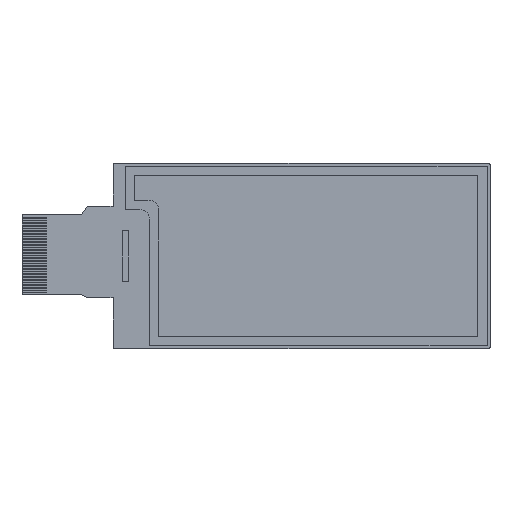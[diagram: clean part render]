
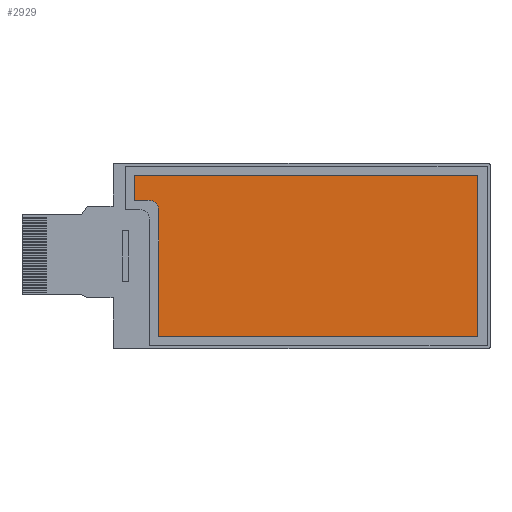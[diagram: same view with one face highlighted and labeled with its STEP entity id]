
A CAD part, top view. The second image highlights one B-rep face of the part: STEP entity #2929.
In plain terms, the highlighted planar face has unit normal (0, 0, 1).
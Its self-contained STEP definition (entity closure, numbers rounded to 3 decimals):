
#182=PLANE('',#3115);
#342=FACE_OUTER_BOUND('',#529,.T.);
#529=EDGE_LOOP('',(#2693,#2694,#2695,#2696,#2697,#2698,#2699));
#891=LINE('',#4601,#1275);
#895=LINE('',#4608,#1279);
#898=LINE('',#4614,#1282);
#901=LINE('',#4620,#1285);
#905=LINE('',#4632,#1289);
#907=LINE('',#4635,#1291);
#1275=VECTOR('',#3775,10.);
#1279=VECTOR('',#3781,10.);
#1282=VECTOR('',#3786,10.);
#1285=VECTOR('',#3791,10.);
#1289=VECTOR('',#3803,10.);
#1291=VECTOR('',#3807,10.);
#1324=CIRCLE('',#3112,1.5);
#1567=VERTEX_POINT('',#4598);
#1568=VERTEX_POINT('',#4600);
#1570=VERTEX_POINT('',#4606);
#1572=VERTEX_POINT('',#4612);
#1574=VERTEX_POINT('',#4618);
#1576=VERTEX_POINT('',#4624);
#1578=VERTEX_POINT('',#4630);
#1944=EDGE_CURVE('',#1567,#1568,#891,.T.);
#1948=EDGE_CURVE('',#1570,#1567,#895,.T.);
#1951=EDGE_CURVE('',#1572,#1570,#898,.T.);
#1954=EDGE_CURVE('',#1574,#1572,#901,.T.);
#1957=EDGE_CURVE('',#1576,#1574,#1324,.T.);
#1960=EDGE_CURVE('',#1578,#1576,#905,.T.);
#1962=EDGE_CURVE('',#1568,#1578,#907,.T.);
#2693=ORIENTED_EDGE('',*,*,#1962,.F.);
#2694=ORIENTED_EDGE('',*,*,#1944,.F.);
#2695=ORIENTED_EDGE('',*,*,#1948,.F.);
#2696=ORIENTED_EDGE('',*,*,#1951,.F.);
#2697=ORIENTED_EDGE('',*,*,#1954,.F.);
#2698=ORIENTED_EDGE('',*,*,#1957,.F.);
#2699=ORIENTED_EDGE('',*,*,#1960,.F.);
#2929=ADVANCED_FACE('',(#342),#182,.T.);
#3112=AXIS2_PLACEMENT_3D('',#4626,#3797,#3798);
#3115=AXIS2_PLACEMENT_3D('',#4636,#3808,#3809);
#3775=DIRECTION('',(0.,-1.,0.));
#3781=DIRECTION('',(1.,0.,0.));
#3786=DIRECTION('',(0.,1.,0.));
#3791=DIRECTION('',(-1.,0.,0.));
#3797=DIRECTION('center_axis',(0.,0.,1.));
#3798=DIRECTION('ref_axis',(1.,0.,0.));
#3803=DIRECTION('',(0.,1.,0.));
#3807=DIRECTION('',(-1.,0.,0.));
#3808=DIRECTION('center_axis',(0.,0.,1.));
#3809=DIRECTION('ref_axis',(-1.,0.,0.));
#4598=CARTESIAN_POINT('',(27.7,12.65,0.9));
#4600=CARTESIAN_POINT('',(27.7,-12.65,0.9));
#4601=CARTESIAN_POINT('',(27.7,12.65,0.9));
#4606=CARTESIAN_POINT('',(-26.25,12.65,0.9));
#4608=CARTESIAN_POINT('',(-26.25,12.65,0.9));
#4612=CARTESIAN_POINT('',(-26.25,8.75,0.9));
#4614=CARTESIAN_POINT('',(-26.25,8.75,0.9));
#4618=CARTESIAN_POINT('',(-23.95,8.75,0.9));
#4620=CARTESIAN_POINT('',(-23.95,8.75,0.9));
#4624=CARTESIAN_POINT('',(-22.45,7.25,0.9));
#4626=CARTESIAN_POINT('Origin',(-23.95,7.25,0.9));
#4630=CARTESIAN_POINT('',(-22.45,-12.65,0.9));
#4632=CARTESIAN_POINT('',(-22.45,-12.65,0.9));
#4635=CARTESIAN_POINT('',(27.7,-12.65,0.9));
#4636=CARTESIAN_POINT('Origin',(0.725,0.,0.9));
